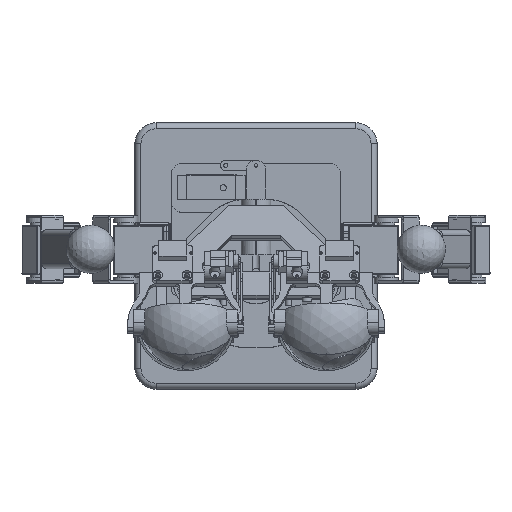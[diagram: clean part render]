
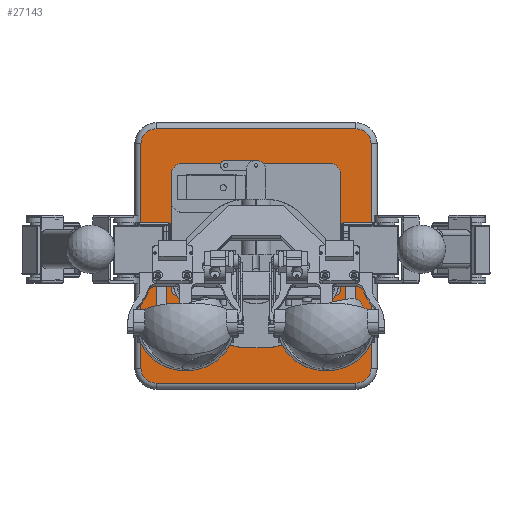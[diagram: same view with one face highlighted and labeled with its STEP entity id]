
A CAD part, top view. The second image highlights one B-rep face of the part: STEP entity #27143.
In plain terms, the highlighted planar face has unit normal (0, 0, 1).
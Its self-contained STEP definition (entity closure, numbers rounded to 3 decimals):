
#687=FACE_BOUND('',#6185,.T.);
#1408=PLANE('',#30001);
#2699=CIRCLE('',#29998,1.275);
#2700=CIRCLE('',#30000,1.25);
#2701=CIRCLE('',#30002,12.5);
#2702=CIRCLE('',#30003,12.5);
#2703=CIRCLE('',#30004,12.5);
#2704=CIRCLE('',#30005,12.5);
#2705=CIRCLE('',#30006,1.25);
#2706=CIRCLE('',#30007,1.25);
#4280=FACE_OUTER_BOUND('',#6184,.T.);
#6184=EDGE_LOOP('',(#23546,#23547,#23548,#23549,#23550,#23551,#23552,#23553));
#6185=EDGE_LOOP('',(#23554,#23555,#23556,#23557,#23558,#23559,#23560,#23561));
#8420=LINE('',#46447,#10656);
#8427=LINE('',#46470,#10663);
#8431=LINE('',#46484,#10667);
#8432=LINE('',#46488,#10668);
#8433=LINE('',#46492,#10669);
#8434=LINE('',#46495,#10670);
#8435=LINE('',#46499,#10671);
#8436=LINE('',#46502,#10672);
#10656=VECTOR('',#37203,10.);
#10663=VECTOR('',#37222,10.);
#10667=VECTOR('',#37238,10.);
#10668=VECTOR('',#37241,10.);
#10669=VECTOR('',#37244,10.);
#10670=VECTOR('',#37247,10.);
#10671=VECTOR('',#37250,10.);
#10672=VECTOR('',#37253,10.);
#13153=VERTEX_POINT('',#46445);
#13154=VERTEX_POINT('',#46446);
#13163=VERTEX_POINT('',#46468);
#13164=VERTEX_POINT('',#46469);
#13165=VERTEX_POINT('',#46474);
#13166=VERTEX_POINT('',#46480);
#13167=VERTEX_POINT('',#46481);
#13168=VERTEX_POINT('',#46483);
#13169=VERTEX_POINT('',#46485);
#13170=VERTEX_POINT('',#46487);
#13171=VERTEX_POINT('',#46489);
#13172=VERTEX_POINT('',#46491);
#13173=VERTEX_POINT('',#46493);
#13174=VERTEX_POINT('',#46496);
#13175=VERTEX_POINT('',#46498);
#13176=VERTEX_POINT('',#46500);
#16689=EDGE_CURVE('',#13153,#13154,#8420,.T.);
#16700=EDGE_CURVE('',#13163,#13164,#8427,.T.);
#16703=EDGE_CURVE('',#13165,#13163,#2699,.T.);
#16705=EDGE_CURVE('',#13164,#13153,#2700,.T.);
#16706=EDGE_CURVE('',#13166,#13167,#2701,.T.);
#16707=EDGE_CURVE('',#13168,#13166,#8431,.T.);
#16708=EDGE_CURVE('',#13169,#13168,#2702,.T.);
#16709=EDGE_CURVE('',#13170,#13169,#8432,.T.);
#16710=EDGE_CURVE('',#13171,#13170,#2703,.T.);
#16711=EDGE_CURVE('',#13172,#13171,#8433,.T.);
#16712=EDGE_CURVE('',#13173,#13172,#2704,.T.);
#16713=EDGE_CURVE('',#13167,#13173,#8434,.T.);
#16714=EDGE_CURVE('',#13154,#13174,#2705,.T.);
#16715=EDGE_CURVE('',#13174,#13175,#8435,.T.);
#16716=EDGE_CURVE('',#13175,#13176,#2706,.T.);
#16717=EDGE_CURVE('',#13176,#13165,#8436,.T.);
#23546=ORIENTED_EDGE('',*,*,#16706,.F.);
#23547=ORIENTED_EDGE('',*,*,#16707,.F.);
#23548=ORIENTED_EDGE('',*,*,#16708,.F.);
#23549=ORIENTED_EDGE('',*,*,#16709,.F.);
#23550=ORIENTED_EDGE('',*,*,#16710,.F.);
#23551=ORIENTED_EDGE('',*,*,#16711,.F.);
#23552=ORIENTED_EDGE('',*,*,#16712,.F.);
#23553=ORIENTED_EDGE('',*,*,#16713,.F.);
#23554=ORIENTED_EDGE('',*,*,#16714,.T.);
#23555=ORIENTED_EDGE('',*,*,#16715,.T.);
#23556=ORIENTED_EDGE('',*,*,#16716,.T.);
#23557=ORIENTED_EDGE('',*,*,#16717,.T.);
#23558=ORIENTED_EDGE('',*,*,#16703,.T.);
#23559=ORIENTED_EDGE('',*,*,#16700,.T.);
#23560=ORIENTED_EDGE('',*,*,#16705,.T.);
#23561=ORIENTED_EDGE('',*,*,#16689,.T.);
#27143=ADVANCED_FACE('',(#4280,#687),#1408,.F.);
#29998=AXIS2_PLACEMENT_3D('',#46475,#37227,#37228);
#30000=AXIS2_PLACEMENT_3D('',#46478,#37232,#37233);
#30001=AXIS2_PLACEMENT_3D('',#46479,#37234,#37235);
#30002=AXIS2_PLACEMENT_3D('',#46482,#37236,#37237);
#30003=AXIS2_PLACEMENT_3D('',#46486,#37239,#37240);
#30004=AXIS2_PLACEMENT_3D('',#46490,#37242,#37243);
#30005=AXIS2_PLACEMENT_3D('',#46494,#37245,#37246);
#30006=AXIS2_PLACEMENT_3D('',#46497,#37248,#37249);
#30007=AXIS2_PLACEMENT_3D('',#46501,#37251,#37252);
#37203=DIRECTION('',(0.,-1.,0.));
#37222=DIRECTION('',(1.,0.,0.));
#37227=DIRECTION('center_axis',(0.,0.,-1.));
#37228=DIRECTION('ref_axis',(-1.,0.,0.));
#37232=DIRECTION('center_axis',(0.,0.,-1.));
#37233=DIRECTION('ref_axis',(-1.,0.,0.));
#37234=DIRECTION('center_axis',(0.,0.,-1.));
#37235=DIRECTION('ref_axis',(1.,0.,0.));
#37236=DIRECTION('center_axis',(0.,0.,-1.));
#37237=DIRECTION('ref_axis',(0.707,-0.707,0.));
#37238=DIRECTION('',(0.,-1.,0.));
#37239=DIRECTION('center_axis',(0.,0.,-1.));
#37240=DIRECTION('ref_axis',(0.707,0.707,0.));
#37241=DIRECTION('',(1.,0.,0.));
#37242=DIRECTION('center_axis',(0.,0.,-1.));
#37243=DIRECTION('ref_axis',(-0.707,0.707,0.));
#37244=DIRECTION('',(0.,1.,0.));
#37245=DIRECTION('center_axis',(0.,0.,-1.));
#37246=DIRECTION('ref_axis',(-0.707,-0.707,0.));
#37247=DIRECTION('',(-1.,0.,0.));
#37248=DIRECTION('center_axis',(0.,0.,-1.));
#37249=DIRECTION('ref_axis',(-1.,0.,0.));
#37250=DIRECTION('',(-1.,0.,0.));
#37251=DIRECTION('center_axis',(0.,0.,-1.));
#37252=DIRECTION('ref_axis',(-1.,0.,0.));
#37253=DIRECTION('',(0.,1.,0.));
#46445=CARTESIAN_POINT('',(-39.75,89.,-381.));
#46446=CARTESIAN_POINT('',(-39.75,71.,-381.));
#46447=CARTESIAN_POINT('',(-39.75,72.575,-381.));
#46468=CARTESIAN_POINT('',(-58.975,90.25,-381.));
#46469=CARTESIAN_POINT('',(-41.,90.25,-381.));
#46470=CARTESIAN_POINT('',(-21.5,90.25,-381.));
#46474=CARTESIAN_POINT('',(-60.25,88.975,-381.));
#46475=CARTESIAN_POINT('Origin',(-60.25,90.25,-381.));
#46478=CARTESIAN_POINT('Origin',(-39.75,90.25,-381.));
#46479=CARTESIAN_POINT('Origin',(-3.,75.149,-381.));
#46480=CARTESIAN_POINT('',(92.,-17.351,-381.));
#46481=CARTESIAN_POINT('',(79.5,-29.851,-381.));
#46482=CARTESIAN_POINT('Origin',(79.5,-17.351,-381.));
#46483=CARTESIAN_POINT('',(92.,167.649,-381.));
#46484=CARTESIAN_POINT('',(92.,32.649,-381.));
#46485=CARTESIAN_POINT('',(79.5,180.149,-381.));
#46486=CARTESIAN_POINT('Origin',(79.5,167.649,-381.));
#46487=CARTESIAN_POINT('',(-85.5,180.149,-381.));
#46488=CARTESIAN_POINT('',(34.5,180.149,-381.));
#46489=CARTESIAN_POINT('',(-98.,167.649,-381.));
#46490=CARTESIAN_POINT('Origin',(-85.5,167.649,-381.));
#46491=CARTESIAN_POINT('',(-98.,-17.351,-381.));
#46492=CARTESIAN_POINT('',(-98.,117.649,-381.));
#46493=CARTESIAN_POINT('',(-85.5,-29.851,-381.));
#46494=CARTESIAN_POINT('Origin',(-85.5,-17.351,-381.));
#46495=CARTESIAN_POINT('',(-40.5,-29.851,-381.));
#46496=CARTESIAN_POINT('',(-41.,69.75,-381.));
#46497=CARTESIAN_POINT('Origin',(-39.75,69.75,-381.));
#46498=CARTESIAN_POINT('',(-59.,69.75,-381.));
#46499=CARTESIAN_POINT('',(-31.5,69.75,-381.));
#46500=CARTESIAN_POINT('',(-60.25,71.,-381.));
#46501=CARTESIAN_POINT('Origin',(-60.25,69.75,-381.));
#46502=CARTESIAN_POINT('',(-60.25,82.575,-381.));
